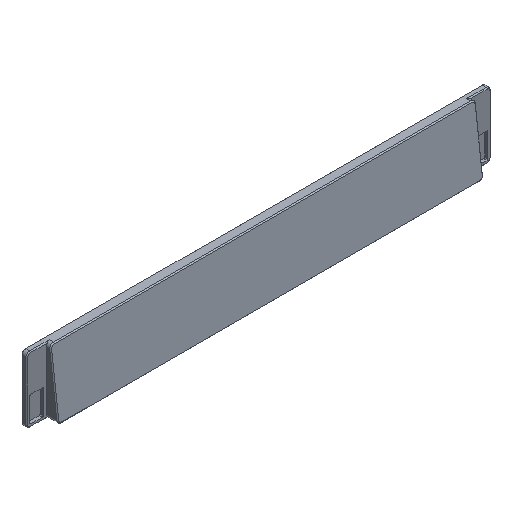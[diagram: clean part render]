
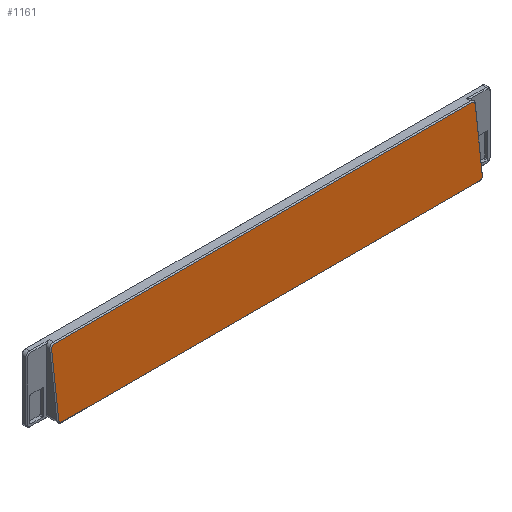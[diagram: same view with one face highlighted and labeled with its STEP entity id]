
A CAD part, isometric view. The second image highlights one B-rep face of the part: STEP entity #1161.
In plain terms, the highlighted planar face has unit normal (0, -0.993, 0.12).
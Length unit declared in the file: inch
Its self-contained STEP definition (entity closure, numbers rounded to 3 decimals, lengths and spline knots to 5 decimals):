
#17=B_SPLINE_CURVE_WITH_KNOTS('',3,(#1733,#1734,#1735,#1736,#1737),
 .UNSPECIFIED.,.F.,.F.,(4,1,4),(-1.5708,-0.8976,0.),
 .UNSPECIFIED.);
#19=B_SPLINE_CURVE_WITH_KNOTS('',3,(#1766,#1767,#1768,#1769,#1770),
 .UNSPECIFIED.,.F.,.F.,(4,1,4),(0.,0.6732,
1.5708),.UNSPECIFIED.);
#20=B_SPLINE_CURVE_WITH_KNOTS('',3,(#1796,#1797,#1798,#1799),
 .UNSPECIFIED.,.F.,.F.,(4,4),(0.68606,0.69211),
 .UNSPECIFIED.);
#23=B_SPLINE_CURVE_WITH_KNOTS('',3,(#1834,#1835,#1836,#1837,#1838),
 .UNSPECIFIED.,.F.,.F.,(4,1,4),(0.,0.66033,
1.54077),.UNSPECIFIED.);
#24=B_SPLINE_CURVE_WITH_KNOTS('',3,(#1866,#1867,#1868,#1869,#1870),
 .UNSPECIFIED.,.F.,.F.,(4,1,4),(-1.54077,-0.66033,0.),
 .UNSPECIFIED.);
#26=B_SPLINE_CURVE_WITH_KNOTS('',3,(#1892,#1893,#1894,#1895),
 .UNSPECIFIED.,.F.,.F.,(4,4),(1.54077,1.5708),
 .UNSPECIFIED.);
#28=B_SPLINE_CURVE_WITH_KNOTS('',3,(#1925,#1926,#1927,#1928),
 .UNSPECIFIED.,.F.,.F.,(4,4),(-1.5708,-1.54077),
 .UNSPECIFIED.);
#30=B_SPLINE_CURVE_WITH_KNOTS('',3,(#1949,#1950,#1951,#1952),
 .UNSPECIFIED.,.F.,.F.,(4,4),(-2.3798,-2.37375),
 .UNSPECIFIED.);
#124=FACE_OUTER_BOUND('',#190,.T.);
#190=EDGE_LOOP('',(#820,#821,#822,#823,#824,#825,#826,#827,#828,#829,#830,
#831));
#262=LINE('',#1703,#368);
#269=LINE('',#1779,#375);
#273=LINE('',#1842,#379);
#276=LINE('',#1905,#382);
#368=VECTOR('',#1391,0.3937);
#375=VECTOR('',#1400,0.3937);
#379=VECTOR('',#1406,0.3937);
#382=VECTOR('',#1411,0.3937);
#476=VERTEX_POINT('',#1700);
#477=VERTEX_POINT('',#1702);
#479=VERTEX_POINT('',#1731);
#480=VERTEX_POINT('',#1758);
#482=VERTEX_POINT('',#1772);
#485=VERTEX_POINT('',#1777);
#486=VERTEX_POINT('',#1824);
#488=VERTEX_POINT('',#1832);
#489=VERTEX_POINT('',#1840);
#491=VERTEX_POINT('',#1864);
#493=VERTEX_POINT('',#1902);
#494=VERTEX_POINT('',#1904);
#586=EDGE_CURVE('',#476,#477,#262,.T.);
#590=EDGE_CURVE('',#479,#476,#17,.T.);
#593=EDGE_CURVE('',#477,#480,#19,.T.);
#597=EDGE_CURVE('',#485,#482,#269,.T.);
#598=EDGE_CURVE('',#482,#479,#20,.T.);
#603=EDGE_CURVE('',#488,#486,#23,.T.);
#605=EDGE_CURVE('',#489,#488,#273,.T.);
#607=EDGE_CURVE('',#491,#489,#24,.T.);
#609=EDGE_CURVE('',#486,#485,#26,.T.);
#612=EDGE_CURVE('',#493,#494,#276,.T.);
#615=EDGE_CURVE('',#494,#491,#28,.T.);
#617=EDGE_CURVE('',#480,#493,#30,.T.);
#820=ORIENTED_EDGE('',*,*,#612,.F.);
#821=ORIENTED_EDGE('',*,*,#617,.F.);
#822=ORIENTED_EDGE('',*,*,#593,.F.);
#823=ORIENTED_EDGE('',*,*,#586,.F.);
#824=ORIENTED_EDGE('',*,*,#590,.F.);
#825=ORIENTED_EDGE('',*,*,#598,.F.);
#826=ORIENTED_EDGE('',*,*,#597,.F.);
#827=ORIENTED_EDGE('',*,*,#609,.F.);
#828=ORIENTED_EDGE('',*,*,#603,.F.);
#829=ORIENTED_EDGE('',*,*,#605,.F.);
#830=ORIENTED_EDGE('',*,*,#607,.F.);
#831=ORIENTED_EDGE('',*,*,#615,.F.);
#1046=PLANE('',#1252);
#1161=ADVANCED_FACE('',(#124),#1046,.F.);
#1252=AXIS2_PLACEMENT_3D('',#1967,#1426,#1427);
#1391=DIRECTION('',(-1.,0.,0.));
#1400=DIRECTION('',(0.,-0.12,-0.993));
#1406=DIRECTION('',(1.,0.,0.));
#1411=DIRECTION('',(0.,0.12,0.993));
#1426=DIRECTION('center_axis',(0.,0.993,-0.12));
#1427=DIRECTION('ref_axis',(0.,0.12,0.993));
#1700=CARTESIAN_POINT('',(4.25197,-0.69532,-0.7718));
#1702=CARTESIAN_POINT('',(-4.25197,-0.69532,-0.7718));
#1703=CARTESIAN_POINT('',(-2.3622,-0.69532,-0.7718));
#1731=CARTESIAN_POINT('',(4.31102,-0.68816,-0.7126));
#1733=CARTESIAN_POINT('Ctrl Pts',(4.31102,-0.68816,-0.7126));
#1734=CARTESIAN_POINT('Ctrl Pts',(4.31102,-0.68977,-0.72591));
#1735=CARTESIAN_POINT('Ctrl Pts',(4.30015,-0.69353,-0.75701));
#1736=CARTESIAN_POINT('Ctrl Pts',(4.26959,-0.69532,-0.7718));
#1737=CARTESIAN_POINT('Ctrl Pts',(4.25197,-0.69532,-0.7718));
#1758=CARTESIAN_POINT('',(-4.31102,-0.68816,-0.7126));
#1766=CARTESIAN_POINT('Ctrl Pts',(-4.25197,-0.69532,
-0.7718));
#1767=CARTESIAN_POINT('Ctrl Pts',(-4.26519,-0.69532,
-0.7718));
#1768=CARTESIAN_POINT('Ctrl Pts',(-4.2961,-0.69402,
-0.76105));
#1769=CARTESIAN_POINT('Ctrl Pts',(-4.31102,-0.69031,-0.73035));
#1770=CARTESIAN_POINT('Ctrl Pts',(-4.31102,-0.68816,
-0.7126));
#1772=CARTESIAN_POINT('',(4.31102,-0.68787,-0.71023));
#1777=CARTESIAN_POINT('',(4.31102,-0.54523,0.4685));
#1779=CARTESIAN_POINT('',(4.31102,-0.65542,-0.44209));
#1796=CARTESIAN_POINT('Ctrl Pts',(4.31102,-0.68787,-0.71023));
#1797=CARTESIAN_POINT('Ctrl Pts',(4.31102,-0.68797,-0.71102));
#1798=CARTESIAN_POINT('Ctrl Pts',(4.31102,-0.68806,-0.71181));
#1799=CARTESIAN_POINT('Ctrl Pts',(4.31102,-0.68816,-0.7126));
#1824=CARTESIAN_POINT('',(4.311,-0.54501,0.47029));
#1832=CARTESIAN_POINT('',(4.25197,-0.53806,0.5277));
#1834=CARTESIAN_POINT('Ctrl Pts',(4.25197,-0.53806,0.5277));
#1835=CARTESIAN_POINT('Ctrl Pts',(4.26494,-0.53806,0.5277));
#1836=CARTESIAN_POINT('Ctrl Pts',(4.29525,-0.53931,0.51737));
#1837=CARTESIAN_POINT('Ctrl Pts',(4.31047,-0.54291,0.48769));
#1838=CARTESIAN_POINT('Ctrl Pts',(4.311,-0.54501,0.47029));
#1840=CARTESIAN_POINT('',(-4.25197,-0.53806,0.5277));
#1842=CARTESIAN_POINT('',(2.3622,-0.53806,0.5277));
#1864=CARTESIAN_POINT('',(-4.311,-0.54501,0.47029));
#1866=CARTESIAN_POINT('Ctrl Pts',(-4.311,-0.54501,
0.47029));
#1867=CARTESIAN_POINT('Ctrl Pts',(-4.31047,-0.54291,
0.48769));
#1868=CARTESIAN_POINT('Ctrl Pts',(-4.29525,-0.53931,0.51737));
#1869=CARTESIAN_POINT('Ctrl Pts',(-4.26494,-0.53806,0.5277));
#1870=CARTESIAN_POINT('Ctrl Pts',(-4.25197,-0.53806,
0.5277));
#1892=CARTESIAN_POINT('Ctrl Pts',(4.311,-0.54501,0.47029));
#1893=CARTESIAN_POINT('Ctrl Pts',(4.31101,-0.54508,0.46969));
#1894=CARTESIAN_POINT('Ctrl Pts',(4.31102,-0.54516,0.4691));
#1895=CARTESIAN_POINT('Ctrl Pts',(4.31102,-0.54523,0.4685));
#1902=CARTESIAN_POINT('',(-4.31102,-0.68787,-0.71023));
#1904=CARTESIAN_POINT('',(-4.31102,-0.54523,0.4685));
#1905=CARTESIAN_POINT('',(-4.31102,-0.5756,0.21754));
#1925=CARTESIAN_POINT('Ctrl Pts',(-4.31102,-0.54523,
0.4685));
#1926=CARTESIAN_POINT('Ctrl Pts',(-4.31102,-0.54516,
0.4691));
#1927=CARTESIAN_POINT('Ctrl Pts',(-4.31101,-0.54508,
0.46969));
#1928=CARTESIAN_POINT('Ctrl Pts',(-4.311,-0.54501,
0.47029));
#1949=CARTESIAN_POINT('Ctrl Pts',(-4.31102,-0.68816,
-0.7126));
#1950=CARTESIAN_POINT('Ctrl Pts',(-4.31102,-0.68806,
-0.71181));
#1951=CARTESIAN_POINT('Ctrl Pts',(-4.31102,-0.68797,
-0.71102));
#1952=CARTESIAN_POINT('Ctrl Pts',(-4.31102,-0.68787,
-0.71023));
#1967=CARTESIAN_POINT('Origin',(0.,-0.61669,-0.12205));
